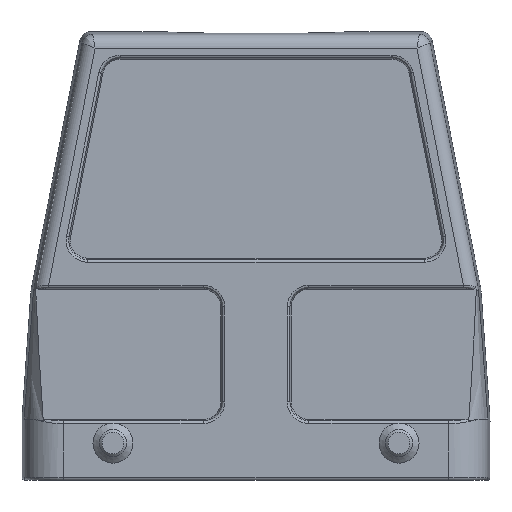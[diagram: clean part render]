
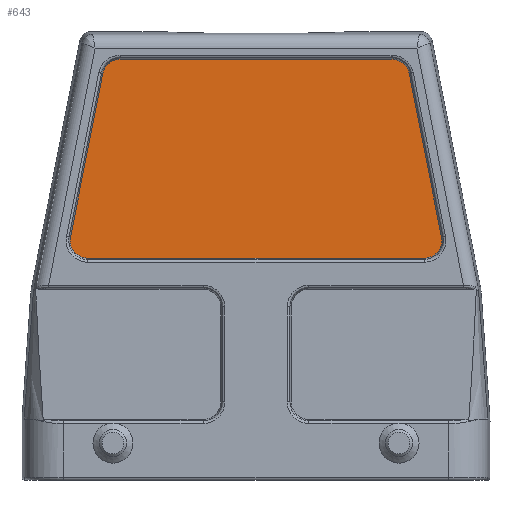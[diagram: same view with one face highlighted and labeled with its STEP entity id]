
A CAD part, front view. The second image highlights one B-rep face of the part: STEP entity #643.
In plain terms, the highlighted planar face has unit normal (0, -1, 0).
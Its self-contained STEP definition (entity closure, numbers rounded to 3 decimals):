
#364=PLANE('',#6106);
#643=ADVANCED_FACE('',(#1173),#364,.F.);
#1173=FACE_OUTER_BOUND('',#1500,.T.);
#1500=EDGE_LOOP('',(#3108,#3109,#3110,#3111,#3112,#3113,#3114,#3115));
#2271=LINE('',#9465,#2589);
#2273=LINE('',#9480,#2591);
#2275=LINE('',#9495,#2593);
#2277=LINE('',#9529,#2595);
#2589=VECTOR('',#7031,1.);
#2591=VECTOR('',#7035,1.);
#2593=VECTOR('',#7039,1.);
#2595=VECTOR('',#7045,1.);
#3108=ORIENTED_EDGE('',*,*,#5267,.T.);
#3109=ORIENTED_EDGE('',*,*,#5270,.F.);
#3110=ORIENTED_EDGE('',*,*,#5271,.F.);
#3111=ORIENTED_EDGE('',*,*,#5272,.F.);
#3112=ORIENTED_EDGE('',*,*,#5263,.F.);
#3113=ORIENTED_EDGE('',*,*,#5273,.F.);
#3114=ORIENTED_EDGE('',*,*,#5259,.T.);
#3115=ORIENTED_EDGE('',*,*,#5274,.F.);
#4677=VERTEX_POINT('',#9457);
#4679=VERTEX_POINT('',#9464);
#4681=VERTEX_POINT('',#9472);
#4683=VERTEX_POINT('',#9479);
#4685=VERTEX_POINT('',#9487);
#4687=VERTEX_POINT('',#9494);
#4688=VERTEX_POINT('',#9528);
#4689=VERTEX_POINT('',#9530);
#5259=EDGE_CURVE('',#4677,#4679,#2271,.T.);
#5263=EDGE_CURVE('',#4683,#4681,#2273,.T.);
#5267=EDGE_CURVE('',#4685,#4687,#2275,.T.);
#5270=EDGE_CURVE('',#4688,#4687,#5876,.T.);
#5271=EDGE_CURVE('',#4689,#4688,#2277,.T.);
#5272=EDGE_CURVE('',#4681,#4689,#5877,.T.);
#5273=EDGE_CURVE('',#4677,#4683,#5878,.T.);
#5274=EDGE_CURVE('',#4685,#4679,#5879,.T.);
#5876=B_SPLINE_CURVE_WITH_KNOTS('',3,(#9509,#9510,#9511,#9512,#9513,#9514,
#9515,#9516,#9517,#9518,#9519,#9520,#9521,#9522,#9523,#9524,#9525,#9526,
#9527),.UNSPECIFIED.,.F.,.F.,(4,3,3,3,3,3,4),(0.,0.185,0.371,
0.568,0.754,0.948,1.),.UNSPECIFIED.);
#5877=B_SPLINE_CURVE_WITH_KNOTS('',3,(#9531,#9532,#9533,#9534,#9535,#9536,
#9537,#9538,#9539,#9540,#9541,#9542,#9543,#9544,#9545,#9546,#9547,#9548,
#9549,#9550,#9551,#9552),.UNSPECIFIED.,.F.,.F.,(4,3,3,3,3,3,3,4),(0.,0.25,
0.372,0.491,0.61,0.729,
0.848,1.),.UNSPECIFIED.);
#5878=B_SPLINE_CURVE_WITH_KNOTS('',3,(#9553,#9554,#9555,#9556,#9557,#9558,
#9559,#9560,#9561,#9562,#9563,#9564,#9565,#9566,#9567,#9568,#9569,#9570,
#9571,#9572,#9573,#9574),.UNSPECIFIED.,.F.,.F.,(4,3,3,3,3,3,3,4),(0.,0.25,
0.372,0.491,0.61,0.729,
0.848,1.),.UNSPECIFIED.);
#5879=B_SPLINE_CURVE_WITH_KNOTS('',3,(#9575,#9576,#9577,#9578,#9579,#9580,
#9581,#9582,#9583,#9584,#9585,#9586,#9587,#9588,#9589,#9590,#9591,#9592,
#9593),.UNSPECIFIED.,.F.,.F.,(4,3,3,3,3,3,4),(0.,0.185,0.371,
0.568,0.754,0.948,1.),.UNSPECIFIED.);
#6106=AXIS2_PLACEMENT_3D('',#9594,#7046,#7047);
#7031=DIRECTION('',(-0.194,0.,-0.981));
#7035=DIRECTION('',(1.,0.,0.));
#7039=DIRECTION('',(1.,0.,0.));
#7045=DIRECTION('',(0.194,0.,-0.981));
#7046=DIRECTION('',(0.,1.,0.));
#7047=DIRECTION('',(0.,0.,-1.));
#9457=CARTESIAN_POINT('',(-26.779,-26.899,71.593));
#9464=CARTESIAN_POINT('',(-32.424,-26.899,42.993));
#9465=CARTESIAN_POINT('',(-30.789,-26.899,51.281));
#9472=CARTESIAN_POINT('',(23.769,-26.899,74.067));
#9479=CARTESIAN_POINT('',(-23.769,-26.899,74.067));
#9480=CARTESIAN_POINT('',(29.414,-26.899,74.068));
#9487=CARTESIAN_POINT('',(-29.413,-26.899,39.33));
#9494=CARTESIAN_POINT('',(29.413,-26.899,39.33));
#9495=CARTESIAN_POINT('',(29.414,-26.899,39.329));
#9509=CARTESIAN_POINT('',(32.424,-26.899,42.993));
#9510=CARTESIAN_POINT('',(32.489,-26.899,42.668));
#9511=CARTESIAN_POINT('',(32.497,-26.899,42.327));
#9512=CARTESIAN_POINT('',(32.453,-26.899,41.998));
#9513=CARTESIAN_POINT('',(32.408,-26.899,41.666));
#9514=CARTESIAN_POINT('',(32.308,-26.899,41.337));
#9515=CARTESIAN_POINT('',(32.161,-26.899,41.035));
#9516=CARTESIAN_POINT('',(32.005,-26.899,40.718));
#9517=CARTESIAN_POINT('',(31.79,-26.899,40.423));
#9518=CARTESIAN_POINT('',(31.534,-26.899,40.18));
#9519=CARTESIAN_POINT('',(31.291,-26.899,39.951));
#9520=CARTESIAN_POINT('',(31.008,-26.899,39.76));
#9521=CARTESIAN_POINT('',(30.706,-26.899,39.619));
#9522=CARTESIAN_POINT('',(30.389,-26.899,39.472));
#9523=CARTESIAN_POINT('',(30.043,-26.899,39.376));
#9524=CARTESIAN_POINT('',(29.695,-26.899,39.343));
#9525=CARTESIAN_POINT('',(29.602,-26.899,39.334));
#9526=CARTESIAN_POINT('',(29.507,-26.899,39.329));
#9527=CARTESIAN_POINT('',(29.413,-26.899,39.33));
#9528=CARTESIAN_POINT('',(32.424,-26.899,42.993));
#9529=CARTESIAN_POINT('',(39.376,-26.899,7.772));
#9530=CARTESIAN_POINT('',(26.779,-26.899,71.593));
#9531=CARTESIAN_POINT('',(23.769,-26.899,74.067));
#9532=CARTESIAN_POINT('',(24.116,-26.899,74.066));
#9533=CARTESIAN_POINT('',(24.469,-26.899,74.005));
#9534=CARTESIAN_POINT('',(24.796,-26.899,73.889));
#9535=CARTESIAN_POINT('',(24.958,-26.899,73.832));
#9536=CARTESIAN_POINT('',(25.116,-26.899,73.76));
#9537=CARTESIAN_POINT('',(25.267,-26.899,73.677));
#9538=CARTESIAN_POINT('',(25.413,-26.899,73.595));
#9539=CARTESIAN_POINT('',(25.554,-26.899,73.501));
#9540=CARTESIAN_POINT('',(25.685,-26.899,73.396));
#9541=CARTESIAN_POINT('',(25.816,-26.899,73.292));
#9542=CARTESIAN_POINT('',(25.938,-26.899,73.176));
#9543=CARTESIAN_POINT('',(26.05,-26.899,73.051));
#9544=CARTESIAN_POINT('',(26.162,-26.899,72.926));
#9545=CARTESIAN_POINT('',(26.263,-26.899,72.792));
#9546=CARTESIAN_POINT('',(26.353,-26.899,72.651));
#9547=CARTESIAN_POINT('',(26.443,-26.899,72.51));
#9548=CARTESIAN_POINT('',(26.522,-26.899,72.361));
#9549=CARTESIAN_POINT('',(26.588,-26.899,72.207));
#9550=CARTESIAN_POINT('',(26.673,-26.899,72.01));
#9551=CARTESIAN_POINT('',(26.737,-26.899,71.803));
#9552=CARTESIAN_POINT('',(26.779,-26.899,71.593));
#9553=CARTESIAN_POINT('',(-26.779,-26.899,71.593));
#9554=CARTESIAN_POINT('',(-26.711,-26.899,71.934));
#9555=CARTESIAN_POINT('',(-26.582,-26.899,72.268));
#9556=CARTESIAN_POINT('',(-26.405,-26.899,72.567));
#9557=CARTESIAN_POINT('',(-26.317,-26.899,72.715));
#9558=CARTESIAN_POINT('',(-26.217,-26.899,72.856));
#9559=CARTESIAN_POINT('',(-26.106,-26.899,72.987));
#9560=CARTESIAN_POINT('',(-25.997,-26.899,73.115));
#9561=CARTESIAN_POINT('',(-25.878,-26.899,73.235));
#9562=CARTESIAN_POINT('',(-25.75,-26.899,73.343));
#9563=CARTESIAN_POINT('',(-25.622,-26.899,73.451));
#9564=CARTESIAN_POINT('',(-25.484,-26.899,73.549));
#9565=CARTESIAN_POINT('',(-25.34,-26.899,73.634));
#9566=CARTESIAN_POINT('',(-25.196,-26.899,73.72));
#9567=CARTESIAN_POINT('',(-25.045,-26.899,73.794));
#9568=CARTESIAN_POINT('',(-24.889,-26.899,73.854));
#9569=CARTESIAN_POINT('',(-24.733,-26.899,73.915));
#9570=CARTESIAN_POINT('',(-24.572,-26.899,73.964));
#9571=CARTESIAN_POINT('',(-24.408,-26.899,73.999));
#9572=CARTESIAN_POINT('',(-24.198,-26.899,74.044));
#9573=CARTESIAN_POINT('',(-23.983,-26.899,74.067));
#9574=CARTESIAN_POINT('',(-23.769,-26.899,74.067));
#9575=CARTESIAN_POINT('',(-29.413,-26.899,39.33));
#9576=CARTESIAN_POINT('',(-29.745,-26.899,39.329));
#9577=CARTESIAN_POINT('',(-30.081,-26.899,39.387));
#9578=CARTESIAN_POINT('',(-30.395,-26.899,39.494));
#9579=CARTESIAN_POINT('',(-30.712,-26.899,39.603));
#9580=CARTESIAN_POINT('',(-31.016,-26.899,39.764));
#9581=CARTESIAN_POINT('',(-31.283,-26.899,39.967));
#9582=CARTESIAN_POINT('',(-31.564,-26.899,40.181));
#9583=CARTESIAN_POINT('',(-31.812,-26.899,40.449));
#9584=CARTESIAN_POINT('',(-32.,-26.899,40.748));
#9585=CARTESIAN_POINT('',(-32.178,-26.899,41.03));
#9586=CARTESIAN_POINT('',(-32.311,-26.899,41.345));
#9587=CARTESIAN_POINT('',(-32.39,-26.899,41.669));
#9588=CARTESIAN_POINT('',(-32.473,-26.899,42.008));
#9589=CARTESIAN_POINT('',(-32.501,-26.899,42.366));
#9590=CARTESIAN_POINT('',(-32.466,-26.899,42.714));
#9591=CARTESIAN_POINT('',(-32.457,-26.899,42.807));
#9592=CARTESIAN_POINT('',(-32.443,-26.899,42.901));
#9593=CARTESIAN_POINT('',(-32.424,-26.899,42.993));
#9594=CARTESIAN_POINT('',(0.,-26.899,0.));
